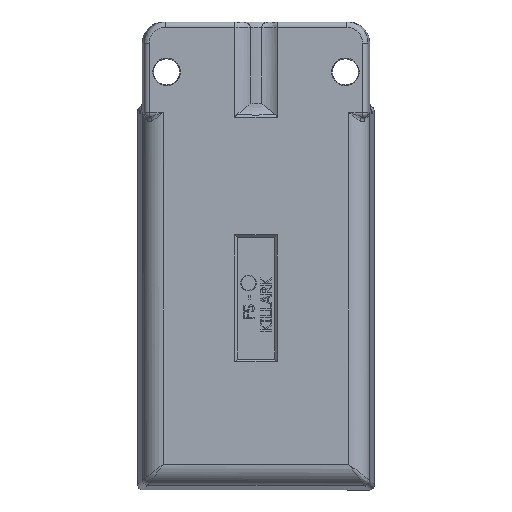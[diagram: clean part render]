
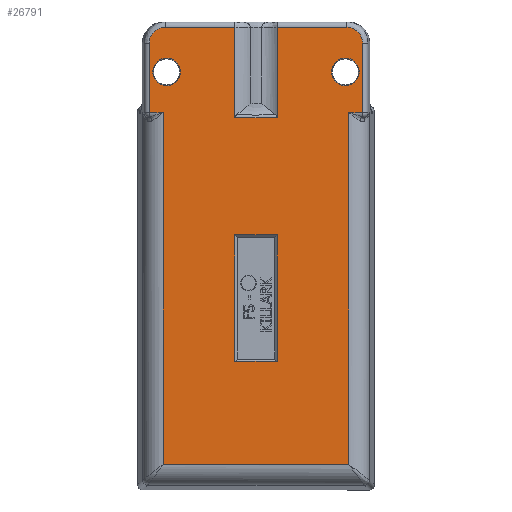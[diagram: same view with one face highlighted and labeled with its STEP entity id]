
A CAD part, front view. The second image highlights one B-rep face of the part: STEP entity #26791.
In plain terms, the highlighted planar face has unit normal (0, -1, 0).
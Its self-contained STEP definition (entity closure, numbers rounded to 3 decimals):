
#190=ELLIPSE('',#27870,0.48,0.476);
#195=ELLIPSE('',#27881,0.48,0.476);
#1517=CIRCLE('',#27812,0.417);
#1520=CIRCLE('',#27816,0.417);
#1877=FACE_BOUND('',#4532,.T.);
#1878=FACE_BOUND('',#4533,.T.);
#1879=FACE_BOUND('',#4534,.T.);
#3067=FACE_OUTER_BOUND('',#4531,.T.);
#4531=EDGE_LOOP('',(#22388,#22389,#22390,#22391,#22392,#22393,#22394,#22395,
#22396,#22397,#22398,#22399,#22400,#22401,#22402,#22403));
#4532=EDGE_LOOP('',(#22404,#22405,#22406,#22407));
#4533=EDGE_LOOP('',(#22408));
#4534=EDGE_LOOP('',(#22409));
#5023=LINE('',#34319,#7583);
#5026=LINE('',#34324,#7586);
#5028=LINE('',#34328,#7588);
#5030=LINE('',#34331,#7590);
#6771=LINE('',#45213,#9331);
#6773=LINE('',#45227,#9333);
#6775=LINE('',#45233,#9335);
#6776=LINE('',#45253,#9336);
#6778=LINE('',#45371,#9338);
#6780=LINE('',#45545,#9340);
#6783=LINE('',#45675,#9343);
#6784=LINE('',#45678,#9344);
#6787=LINE('',#45719,#9347);
#6796=LINE('',#45747,#9356);
#6797=LINE('',#45784,#9357);
#6827=LINE('',#46513,#9387);
#6840=LINE('',#46548,#9400);
#6963=LINE('',#46921,#9523);
#7583=VECTOR('',#28828,1.);
#7586=VECTOR('',#28833,1.);
#7588=VECTOR('',#28837,1.);
#7590=VECTOR('',#28841,1.);
#9331=VECTOR('',#31832,1.);
#9333=VECTOR('',#31838,1.);
#9335=VECTOR('',#31844,1.);
#9336=VECTOR('',#31847,1.);
#9338=VECTOR('',#31863,1.);
#9340=VECTOR('',#31877,1.);
#9343=VECTOR('',#31904,1.);
#9344=VECTOR('',#31907,1.);
#9347=VECTOR('',#31920,1.);
#9356=VECTOR('',#31945,1.);
#9357=VECTOR('',#31954,1.);
#9387=VECTOR('',#32106,1.);
#9400=VECTOR('',#32133,1.);
#9523=VECTOR('',#32410,1.);
#10081=VERTEX_POINT('',#34317);
#10082=VERTEX_POINT('',#34318);
#10083=VERTEX_POINT('',#34323);
#10084=VERTEX_POINT('',#34327);
#11733=VERTEX_POINT('',#45009);
#11736=VERTEX_POINT('',#45017);
#11777=VERTEX_POINT('',#45203);
#11778=VERTEX_POINT('',#45212);
#11780=VERTEX_POINT('',#45218);
#11782=VERTEX_POINT('',#45231);
#11784=VERTEX_POINT('',#45251);
#11791=VERTEX_POINT('',#45369);
#11795=VERTEX_POINT('',#45455);
#11799=VERTEX_POINT('',#45543);
#11805=VERTEX_POINT('',#45623);
#11808=VERTEX_POINT('',#45671);
#11809=VERTEX_POINT('',#45677);
#11811=VERTEX_POINT('',#45712);
#11823=VERTEX_POINT('',#45745);
#11825=VERTEX_POINT('',#45779);
#11875=VERTEX_POINT('',#46512);
#11890=VERTEX_POINT('',#46547);
#12699=EDGE_CURVE('',#10081,#10082,#5023,.T.);
#12702=EDGE_CURVE('',#10083,#10081,#5026,.T.);
#12704=EDGE_CURVE('',#10084,#10083,#5028,.T.);
#12706=EDGE_CURVE('',#10082,#10084,#5030,.T.);
#15169=EDGE_CURVE('',#11733,#11733,#1517,.T.);
#15173=EDGE_CURVE('',#11736,#11736,#1520,.T.);
#15220=EDGE_CURVE('',#11778,#11777,#6771,.T.);
#15224=EDGE_CURVE('',#11780,#11777,#6773,.T.);
#15227=EDGE_CURVE('',#11782,#11780,#6775,.T.);
#15229=EDGE_CURVE('',#11784,#11782,#6776,.T.);
#15242=EDGE_CURVE('',#11791,#11778,#6778,.T.);
#15255=EDGE_CURVE('',#11799,#11795,#6780,.T.);
#15271=EDGE_CURVE('',#11805,#11808,#6783,.T.);
#15272=EDGE_CURVE('',#11791,#11809,#6784,.T.);
#15277=EDGE_CURVE('',#11809,#11811,#190,.T.);
#15279=EDGE_CURVE('',#11811,#11799,#6787,.T.);
#15293=EDGE_CURVE('',#11823,#11784,#6796,.T.);
#15295=EDGE_CURVE('',#11825,#11823,#195,.T.);
#15297=EDGE_CURVE('',#11808,#11825,#6797,.T.);
#15381=EDGE_CURVE('',#11795,#11875,#6827,.T.);
#15398=EDGE_CURVE('',#11875,#11890,#6840,.T.);
#15549=EDGE_CURVE('',#11805,#11890,#6963,.T.);
#22388=ORIENTED_EDGE('',*,*,#15272,.F.);
#22389=ORIENTED_EDGE('',*,*,#15242,.T.);
#22390=ORIENTED_EDGE('',*,*,#15220,.T.);
#22391=ORIENTED_EDGE('',*,*,#15224,.F.);
#22392=ORIENTED_EDGE('',*,*,#15227,.F.);
#22393=ORIENTED_EDGE('',*,*,#15229,.F.);
#22394=ORIENTED_EDGE('',*,*,#15293,.F.);
#22395=ORIENTED_EDGE('',*,*,#15295,.F.);
#22396=ORIENTED_EDGE('',*,*,#15297,.F.);
#22397=ORIENTED_EDGE('',*,*,#15271,.F.);
#22398=ORIENTED_EDGE('',*,*,#15549,.T.);
#22399=ORIENTED_EDGE('',*,*,#15398,.F.);
#22400=ORIENTED_EDGE('',*,*,#15381,.F.);
#22401=ORIENTED_EDGE('',*,*,#15255,.F.);
#22402=ORIENTED_EDGE('',*,*,#15279,.F.);
#22403=ORIENTED_EDGE('',*,*,#15277,.F.);
#22404=ORIENTED_EDGE('',*,*,#12699,.T.);
#22405=ORIENTED_EDGE('',*,*,#12706,.T.);
#22406=ORIENTED_EDGE('',*,*,#12704,.T.);
#22407=ORIENTED_EDGE('',*,*,#12702,.T.);
#22408=ORIENTED_EDGE('',*,*,#15169,.T.);
#22409=ORIENTED_EDGE('',*,*,#15173,.T.);
#24302=PLANE('',#28035);
#26791=ADVANCED_FACE('',(#3067,#1877,#1878,#1879),#24302,.T.);
#27812=AXIS2_PLACEMENT_3D('',#45010,#31752,#31753);
#27816=AXIS2_PLACEMENT_3D('',#45018,#31761,#31762);
#27870=AXIS2_PLACEMENT_3D('',#45716,#31915,#31916);
#27881=AXIS2_PLACEMENT_3D('',#45781,#31948,#31949);
#28035=AXIS2_PLACEMENT_3D('',#47024,#32424,#32425);
#28828=DIRECTION('',(0.,0.,1.));
#28833=DIRECTION('',(-1.,0.,0.));
#28837=DIRECTION('',(0.,0.,-1.));
#28841=DIRECTION('',(1.,0.,0.));
#31752=DIRECTION('center_axis',(0.,1.,0.));
#31753=DIRECTION('ref_axis',(1.,0.,0.));
#31761=DIRECTION('center_axis',(0.,1.,0.));
#31762=DIRECTION('ref_axis',(1.,0.,0.));
#31832=DIRECTION('',(0.,0.,-1.));
#31838=DIRECTION('',(1.,0.,0.));
#31844=DIRECTION('',(0.,0.,-1.));
#31847=DIRECTION('',(0.,0.,-1.));
#31863=DIRECTION('',(0.,0.,-1.));
#31877=DIRECTION('',(-1.,0.,0.));
#31904=DIRECTION('',(-1.,0.,0.));
#31907=DIRECTION('',(1.,0.,0.));
#31915=DIRECTION('center_axis',(0.,1.,0.));
#31916=DIRECTION('ref_axis',(1.,0.,0.));
#31920=DIRECTION('',(0.,0.,-1.));
#31945=DIRECTION('',(1.,0.,0.));
#31948=DIRECTION('center_axis',(0.,1.,0.));
#31949=DIRECTION('ref_axis',(-1.,0.,0.));
#31954=DIRECTION('',(0.,0.,1.));
#32106=DIRECTION('',(0.,0.,-1.));
#32133=DIRECTION('',(-1.,0.,0.));
#32410=DIRECTION('',(0.,0.,-1.));
#32424=DIRECTION('center_axis',(0.,-1.,0.));
#32425=DIRECTION('ref_axis',(0.,0.,-1.));
#34317=CARTESIAN_POINT('',(-0.635,-5.08,-1.905));
#34318=CARTESIAN_POINT('',(-0.635,-5.08,1.905));
#34319=CARTESIAN_POINT('',(-0.635,-5.08,-0.953));
#34323=CARTESIAN_POINT('',(0.635,-5.08,-1.905));
#34324=CARTESIAN_POINT('',(0.318,-5.08,-1.905));
#34327=CARTESIAN_POINT('',(0.635,-5.08,1.905));
#34328=CARTESIAN_POINT('',(0.635,-5.08,0.953));
#34331=CARTESIAN_POINT('',(-0.317,-5.08,1.905));
#45009=CARTESIAN_POINT('',(-3.116,-5.08,6.826));
#45010=CARTESIAN_POINT('Origin',(-2.699,-5.08,6.826));
#45017=CARTESIAN_POINT('',(2.282,-5.08,6.826));
#45018=CARTESIAN_POINT('Origin',(2.699,-5.08,6.826));
#45203=CARTESIAN_POINT('',(0.635,-5.08,5.44));
#45212=CARTESIAN_POINT('',(0.635,-5.08,8.172));
#45213=CARTESIAN_POINT('',(0.635,-5.08,8.334));
#45218=CARTESIAN_POINT('',(-0.635,-5.08,5.44));
#45227=CARTESIAN_POINT('',(1.786,-5.08,5.44));
#45231=CARTESIAN_POINT('',(-0.635,-5.08,8.172));
#45233=CARTESIAN_POINT('',(-0.635,-5.08,8.334));
#45251=CARTESIAN_POINT('',(-0.635,-5.08,8.176));
#45253=CARTESIAN_POINT('',(-0.635,-5.08,8.334));
#45369=CARTESIAN_POINT('',(0.635,-5.08,8.176));
#45371=CARTESIAN_POINT('',(0.635,-5.08,8.334));
#45455=CARTESIAN_POINT('',(2.796,-5.08,5.598));
#45543=CARTESIAN_POINT('',(3.217,-5.08,5.598));
#45545=CARTESIAN_POINT('',(0.,-5.08,5.598));
#45623=CARTESIAN_POINT('',(-2.796,-5.08,5.598));
#45671=CARTESIAN_POINT('',(-3.217,-5.08,5.598));
#45675=CARTESIAN_POINT('',(0.,-5.08,5.598));
#45677=CARTESIAN_POINT('',(2.737,-5.08,8.176));
#45678=CARTESIAN_POINT('',(0.,-5.08,8.176));
#45712=CARTESIAN_POINT('',(3.217,-5.08,7.699));
#45716=CARTESIAN_POINT('Origin',(2.737,-5.08,7.699));
#45719=CARTESIAN_POINT('',(3.217,-5.08,-2.897));
#45745=CARTESIAN_POINT('',(-2.737,-5.08,8.176));
#45747=CARTESIAN_POINT('',(0.,-5.08,8.176));
#45779=CARTESIAN_POINT('',(-3.217,-5.08,7.699));
#45781=CARTESIAN_POINT('Origin',(-2.737,-5.08,7.699));
#45784=CARTESIAN_POINT('',(-3.217,-5.08,2.897));
#46512=CARTESIAN_POINT('',(2.796,-5.08,-5.018));
#46513=CARTESIAN_POINT('',(2.796,-5.08,-2.897));
#46547=CARTESIAN_POINT('',(-2.796,-5.08,-5.018));
#46548=CARTESIAN_POINT('',(-1.786,-5.08,-5.018));
#46921=CARTESIAN_POINT('',(-2.796,-5.08,2.897));
#47024=CARTESIAN_POINT('Origin',(0.,-5.08,0.));
